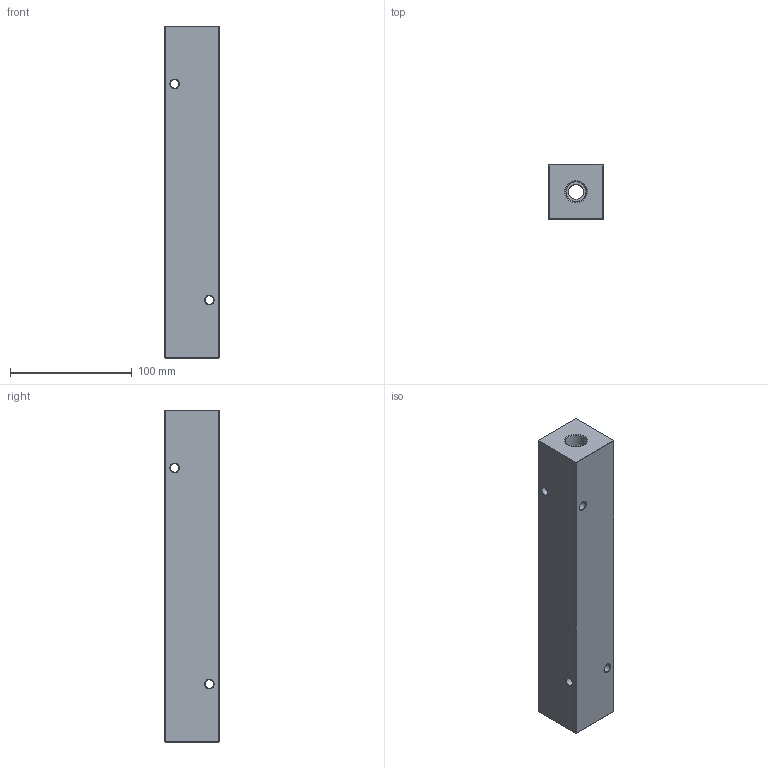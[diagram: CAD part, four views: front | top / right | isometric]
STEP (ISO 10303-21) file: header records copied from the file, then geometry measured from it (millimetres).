
FILE_DESCRIPTION (( 'STEP AP203' ), '1' );
FILE_NAME ('HM-6-90-P-6-6.STEP', '2020-10-30T13:14:36', ( '' ), ( '' ), 'SwSTEP 2.0', 'SolidWorks 2019', '' );
FILE_SCHEMA (( 'CONFIG_CONTROL_DESIGN' ));
Length unit declared in the file: inch
Products named in the file (1): HM-6-90-P-6-6
Bounding box: 44.45 x 44.45 x 273.05 mm (x, y, z)
Volume: 457035.7 mm3; surface area: 73893.7 mm2
Topology: 1 solids, 1 shells, 561 faces, 1466 edges, 952 vertices
Faces by surface type: plane 270, bspline 195, cone 48, cylinder 48
Entity records: 27237 total; most frequent: CARTESIAN_POINT 14635, ORIENTED_EDGE 2932, DIRECTION 1930, EDGE_CURVE 1466, VERTEX_POINT 952, VECTOR 852, LINE 852, EDGE_LOOP 644
